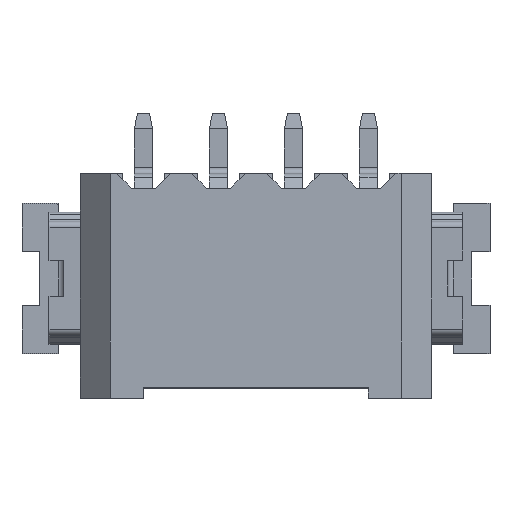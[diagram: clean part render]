
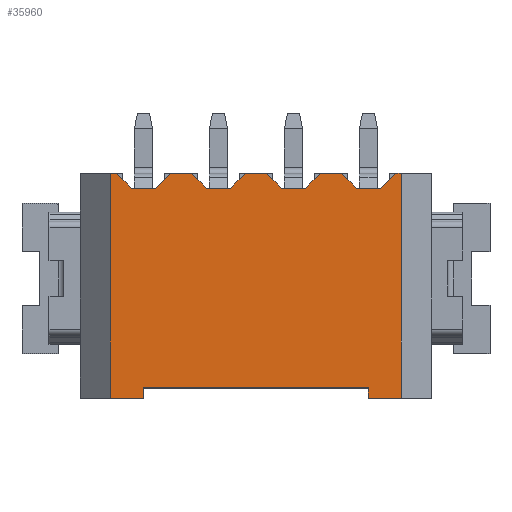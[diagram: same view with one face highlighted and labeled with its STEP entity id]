
A CAD part, top view. The second image highlights one B-rep face of the part: STEP entity #35960.
In plain terms, the highlighted face is planar.
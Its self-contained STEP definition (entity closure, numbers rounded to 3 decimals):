
#13290=CARTESIAN_POINT('',(-3.039,-12.222,-4.55));
#13300=VERTEX_POINT('',#13290);
#13330=CARTESIAN_POINT('',(-3.039,-12.222,-4.55));
#13340=DIRECTION('',(0.,0.,1.));
#13350=VECTOR('',#13340,1.);
#13360=LINE('',#13330,#13350);
#13370=CARTESIAN_POINT('',(-3.039,-12.222,-3.45));
#13380=VERTEX_POINT('',#13370);
#13390=EDGE_CURVE('',#13300,#13380,#13360,.T.);
#23420=CARTESIAN_POINT('',(4.461,-12.222,5.15));
#23430=VERTEX_POINT('',#23420);
#23460=CARTESIAN_POINT('',(4.461,-12.222,4.95));
#23470=DIRECTION('',(0.,0.,1.));
#23480=VECTOR('',#23470,1.);
#23490=LINE('',#23460,#23480);
#23500=CARTESIAN_POINT('',(4.461,-12.222,4.95));
#23510=VERTEX_POINT('',#23500);
#23520=EDGE_CURVE('',#23510,#23430,#23490,.T.);
#23840=CARTESIAN_POINT('',(-3.039,-12.222,5.15));
#23850=VERTEX_POINT('',#23840);
#23880=CARTESIAN_POINT('',(4.461,-12.222,5.15));
#23890=DIRECTION('',(-1.,0.,0.));
#23900=VECTOR('',#23890,1.);
#23910=LINE('',#23880,#23900);
#23920=EDGE_CURVE('',#23430,#23850,#23910,.T.);
#24640=CARTESIAN_POINT('',(-3.039,-12.222,4.05));
#24650=VERTEX_POINT('',#24640);
#24680=CARTESIAN_POINT('',(-3.039,-12.222,4.05));
#24690=DIRECTION('',(0.,0.,1.));
#24700=VECTOR('',#24690,1.);
#24710=LINE('',#24680,#24700);
#24720=EDGE_CURVE('',#24650,#23850,#24710,.T.);
#33900=CARTESIAN_POINT('',(-2.689,-12.222,-3.45));
#33910=VERTEX_POINT('',#33900);
#33940=CARTESIAN_POINT('',(-2.689,-12.222,4.05));
#33950=DIRECTION('',(0.,0.,-1.));
#33960=VECTOR('',#33950,1.);
#33970=LINE('',#33940,#33960);
#33980=CARTESIAN_POINT('',(-2.689,-12.222,4.05));
#33990=VERTEX_POINT('',#33980);
#34000=EDGE_CURVE('',#33990,#33910,#33970,.T.);
#34260=CARTESIAN_POINT('',(-3.039,-12.222,-3.45));
#34270=DIRECTION('',(1.,0.,0.));
#34280=VECTOR('',#34270,1.);
#34290=LINE('',#34260,#34280);
#34300=EDGE_CURVE('',#13380,#33910,#34290,.T.);
#34430=CARTESIAN_POINT('',(0.461,-12.222,1.55));
#34440=DIRECTION('',(0.,1.,-0.));
#34450=DIRECTION('',(-1.,0.,0.));
#34460=AXIS2_PLACEMENT_3D('',#34430,#34440,#34450);
#34470=PLANE('',#34460);
#34480=CARTESIAN_POINT('',(3.961,-12.222,1.15));
#34490=DIRECTION('',(0.707,0.,-0.707));
#34500=VECTOR('',#34490,1.);
#34510=LINE('',#34480,#34500);
#34520=CARTESIAN_POINT('',(3.961,-12.222,1.15));
#34530=VERTEX_POINT('',#34520);
#34540=CARTESIAN_POINT('',(4.461,-12.222,0.65));
#34550=VERTEX_POINT('',#34540);
#34560=EDGE_CURVE('',#34530,#34550,#34510,.T.);
#34570=ORIENTED_EDGE('',*,*,#34560,.T.);
#34580=CARTESIAN_POINT('',(3.961,-12.222,1.95));
#34590=DIRECTION('',(0.,0.,-1.));
#34600=VECTOR('',#34590,1.);
#34610=LINE('',#34580,#34600);
#34620=CARTESIAN_POINT('',(3.961,-12.222,1.95));
#34630=VERTEX_POINT('',#34620);
#34640=EDGE_CURVE('',#34630,#34530,#34610,.T.);
#34650=ORIENTED_EDGE('',*,*,#34640,.T.);
#34660=CARTESIAN_POINT('',(4.461,-12.222,2.45));
#34670=DIRECTION('',(-0.707,0.,-0.707));
#34680=VECTOR('',#34670,1.);
#34690=LINE('',#34660,#34680);
#34700=CARTESIAN_POINT('',(4.461,-12.222,2.45));
#34710=VERTEX_POINT('',#34700);
#34720=EDGE_CURVE('',#34710,#34630,#34690,.T.);
#34730=ORIENTED_EDGE('',*,*,#34720,.T.);
#34740=CARTESIAN_POINT('',(4.461,-12.222,2.45));
#34750=DIRECTION('',(0.,0.,1.));
#34760=VECTOR('',#34750,1.);
#34770=LINE('',#34740,#34760);
#34780=CARTESIAN_POINT('',(4.461,-12.222,3.15));
#34790=VERTEX_POINT('',#34780);
#34800=EDGE_CURVE('',#34710,#34790,#34770,.T.);
#34810=ORIENTED_EDGE('',*,*,#34800,.F.);
#34820=CARTESIAN_POINT('',(3.961,-12.222,3.65));
#34830=DIRECTION('',(0.707,0.,-0.707));
#34840=VECTOR('',#34830,1.);
#34850=LINE('',#34820,#34840);
#34860=CARTESIAN_POINT('',(3.961,-12.222,3.65));
#34870=VERTEX_POINT('',#34860);
#34880=EDGE_CURVE('',#34870,#34790,#34850,.T.);
#34890=ORIENTED_EDGE('',*,*,#34880,.T.);
#34900=CARTESIAN_POINT('',(3.961,-12.222,4.45));
#34910=DIRECTION('',(0.,0.,-1.));
#34920=VECTOR('',#34910,1.);
#34930=LINE('',#34900,#34920);
#34940=CARTESIAN_POINT('',(3.961,-12.222,4.45));
#34950=VERTEX_POINT('',#34940);
#34960=EDGE_CURVE('',#34950,#34870,#34930,.T.);
#34970=ORIENTED_EDGE('',*,*,#34960,.T.);
#34980=CARTESIAN_POINT('',(4.461,-12.222,4.95));
#34990=DIRECTION('',(-0.707,0.,-0.707));
#35000=VECTOR('',#34990,1.);
#35010=LINE('',#34980,#35000);
#35020=EDGE_CURVE('',#23510,#34950,#35010,.T.);
#35030=ORIENTED_EDGE('',*,*,#35020,.T.);
#35040=ORIENTED_EDGE('',*,*,#23520,.F.);
#35050=ORIENTED_EDGE('',*,*,#23920,.F.);
#35060=ORIENTED_EDGE('',*,*,#24720,.T.);
#35070=CARTESIAN_POINT('',(-2.689,-12.222,4.05));
#35080=DIRECTION('',(-1.,0.,0.));
#35090=VECTOR('',#35080,1.);
#35100=LINE('',#35070,#35090);
#35110=EDGE_CURVE('',#33990,#24650,#35100,.T.);
#35120=ORIENTED_EDGE('',*,*,#35110,.T.);
#35130=ORIENTED_EDGE('',*,*,#34000,.F.);
#35140=ORIENTED_EDGE('',*,*,#34300,.T.);
#35150=ORIENTED_EDGE('',*,*,#13390,.T.);
#35160=CARTESIAN_POINT('',(4.461,-12.222,-4.55));
#35170=DIRECTION('',(-1.,0.,0.));
#35180=VECTOR('',#35170,1.);
#35190=LINE('',#35160,#35180);
#35200=CARTESIAN_POINT('',(4.461,-12.222,-4.55));
#35210=VERTEX_POINT('',#35200);
#35220=EDGE_CURVE('',#35210,#13300,#35190,.T.);
#35230=ORIENTED_EDGE('',*,*,#35220,.T.);
#35240=CARTESIAN_POINT('',(4.461,-12.222,-4.55));
#35250=DIRECTION('',(0.,0.,1.));
#35260=VECTOR('',#35250,1.);
#35270=LINE('',#35240,#35260);
#35280=CARTESIAN_POINT('',(4.461,-12.222,-4.35));
#35290=VERTEX_POINT('',#35280);
#35300=EDGE_CURVE('',#35210,#35290,#35270,.T.);
#35310=ORIENTED_EDGE('',*,*,#35300,.F.);
#35320=CARTESIAN_POINT('',(3.961,-12.222,-3.85));
#35330=DIRECTION('',(0.707,0.,-0.707));
#35340=VECTOR('',#35330,1.);
#35350=LINE('',#35320,#35340);
#35360=CARTESIAN_POINT('',(3.961,-12.222,-3.85));
#35370=VERTEX_POINT('',#35360);
#35380=EDGE_CURVE('',#35370,#35290,#35350,.T.);
#35390=ORIENTED_EDGE('',*,*,#35380,.T.);
#35400=CARTESIAN_POINT('',(3.961,-12.222,-3.05));
#35410=DIRECTION('',(0.,0.,-1.));
#35420=VECTOR('',#35410,1.);
#35430=LINE('',#35400,#35420);
#35440=CARTESIAN_POINT('',(3.961,-12.222,-3.05));
#35450=VERTEX_POINT('',#35440);
#35460=EDGE_CURVE('',#35450,#35370,#35430,.T.);
#35470=ORIENTED_EDGE('',*,*,#35460,.T.);
#35480=CARTESIAN_POINT('',(4.461,-12.222,-2.55));
#35490=DIRECTION('',(-0.707,0.,-0.707));
#35500=VECTOR('',#35490,1.);
#35510=LINE('',#35480,#35500);
#35520=CARTESIAN_POINT('',(4.461,-12.222,-2.55));
#35530=VERTEX_POINT('',#35520);
#35540=EDGE_CURVE('',#35530,#35450,#35510,.T.);
#35550=ORIENTED_EDGE('',*,*,#35540,.T.);
#35560=CARTESIAN_POINT('',(4.461,-12.222,-2.55));
#35570=DIRECTION('',(0.,0.,1.));
#35580=VECTOR('',#35570,1.);
#35590=LINE('',#35560,#35580);
#35600=CARTESIAN_POINT('',(4.461,-12.222,-1.85));
#35610=VERTEX_POINT('',#35600);
#35620=EDGE_CURVE('',#35530,#35610,#35590,.T.);
#35630=ORIENTED_EDGE('',*,*,#35620,.F.);
#35640=CARTESIAN_POINT('',(3.961,-12.222,-1.35));
#35650=DIRECTION('',(0.707,0.,-0.707));
#35660=VECTOR('',#35650,1.);
#35670=LINE('',#35640,#35660);
#35680=CARTESIAN_POINT('',(3.961,-12.222,-1.35));
#35690=VERTEX_POINT('',#35680);
#35700=EDGE_CURVE('',#35690,#35610,#35670,.T.);
#35710=ORIENTED_EDGE('',*,*,#35700,.T.);
#35720=CARTESIAN_POINT('',(3.961,-12.222,-0.55));
#35730=DIRECTION('',(0.,0.,-1.));
#35740=VECTOR('',#35730,1.);
#35750=LINE('',#35720,#35740);
#35760=CARTESIAN_POINT('',(3.961,-12.222,-0.55));
#35770=VERTEX_POINT('',#35760);
#35780=EDGE_CURVE('',#35770,#35690,#35750,.T.);
#35790=ORIENTED_EDGE('',*,*,#35780,.T.);
#35800=CARTESIAN_POINT('',(4.461,-12.222,-0.05));
#35810=DIRECTION('',(-0.707,0.,-0.707));
#35820=VECTOR('',#35810,1.);
#35830=LINE('',#35800,#35820);
#35840=CARTESIAN_POINT('',(4.461,-12.222,-0.05));
#35850=VERTEX_POINT('',#35840);
#35860=EDGE_CURVE('',#35850,#35770,#35830,.T.);
#35870=ORIENTED_EDGE('',*,*,#35860,.T.);
#35880=CARTESIAN_POINT('',(4.461,-12.222,-0.05));
#35890=DIRECTION('',(0.,0.,1.));
#35900=VECTOR('',#35890,1.);
#35910=LINE('',#35880,#35900);
#35920=EDGE_CURVE('',#35850,#34550,#35910,.T.);
#35930=ORIENTED_EDGE('',*,*,#35920,.F.);
#35940=EDGE_LOOP('',(#35930,#35870,#35790,#35710,#35630,#35550,#35470,
#35390,#35310,#35230,#35150,#35140,#35130,#35120,#35060,#35050,#35040,
#35030,#34970,#34890,#34810,#34730,#34650,#34570));
#35950=FACE_OUTER_BOUND('',#35940,.T.);
#35960=ADVANCED_FACE('',(#35950),#34470,.T.);
